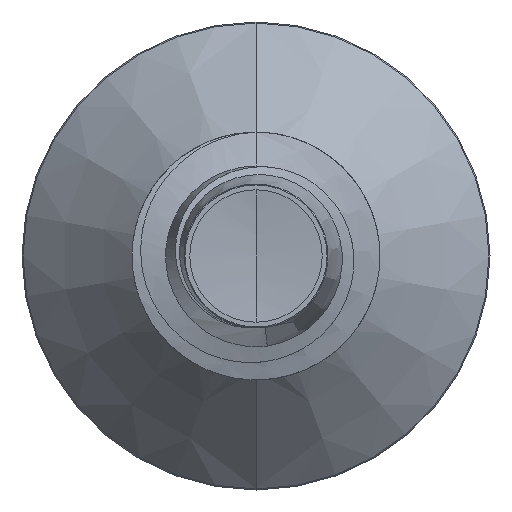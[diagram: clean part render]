
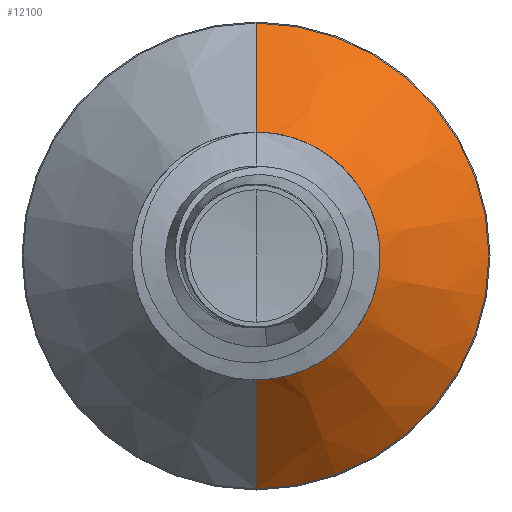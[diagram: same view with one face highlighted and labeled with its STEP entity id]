
A CAD part, front view. The second image highlights one B-rep face of the part: STEP entity #12100.
In plain terms, the highlighted conical face has half-angle 45 degrees and reference radius 0.841 mm.
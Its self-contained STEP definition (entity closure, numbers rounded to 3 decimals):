
#528 = DIRECTION ( 'NONE',  ( 0., 1., 0. ) ) ;
#1353 = CARTESIAN_POINT ( 'NONE',  ( 0., 7.642, 0. ) ) ;
#1508 = EDGE_CURVE ( 'NONE', #9338, #8876, #8629, .T. ) ;
#1802 = AXIS2_PLACEMENT_3D ( 'NONE', #1353, #10484, #2902 ) ;
#1823 = VECTOR ( 'NONE', #2838, 1000. ) ;
#2673 = AXIS2_PLACEMENT_3D ( 'NONE', #6027, #528, #7957 ) ;
#2838 = DIRECTION ( 'NONE',  ( 0., 0.707, -0.707 ) ) ;
#2886 = CARTESIAN_POINT ( 'NONE',  ( 0., 6.791, -0.841 ) ) ;
#2902 = DIRECTION ( 'NONE',  ( 0., 0., 1. ) ) ;
#2919 = EDGE_CURVE ( 'NONE', #13804, #6420, #4376, .T. ) ;
#3294 = EDGE_CURVE ( 'NONE', #13804, #9338, #12793, .T. ) ;
#3946 = VECTOR ( 'NONE', #6463, 1000. ) ;
#4095 = CARTESIAN_POINT ( 'NONE',  ( 0., 6.791, 0.841 ) ) ;
#4376 = LINE ( 'NONE', #4095, #3946 ) ;
#4425 = AXIS2_PLACEMENT_3D ( 'NONE', #13215, #8068, #13178 ) ;
#4678 = CARTESIAN_POINT ( 'NONE',  ( 0., 7.642, 1.692 ) ) ;
#4860 = ORIENTED_EDGE ( 'NONE', *, *, #10892, .F. ) ;
#6027 = CARTESIAN_POINT ( 'NONE',  ( 0., 6.791, 0. ) ) ;
#6238 = CONICAL_SURFACE ( 'NONE', #4425, 0.841, 0.785 ) ;
#6420 = VERTEX_POINT ( 'NONE', #4678 ) ;
#6463 = DIRECTION ( 'NONE',  ( 0., 0.707, 0.707 ) ) ;
#6770 = CARTESIAN_POINT ( 'NONE',  ( 0., 7.642, -1.692 ) ) ;
#7957 = DIRECTION ( 'NONE',  ( 0., 0., 1. ) ) ;
#8068 = DIRECTION ( 'NONE',  ( 0., 1., 0. ) ) ;
#8363 = ORIENTED_EDGE ( 'NONE', *, *, #3294, .T. ) ;
#8557 = CARTESIAN_POINT ( 'NONE',  ( 0., 6.791, 0.841 ) ) ;
#8629 = LINE ( 'NONE', #2886, #1823 ) ;
#8876 = VERTEX_POINT ( 'NONE', #6770 ) ;
#9338 = VERTEX_POINT ( 'NONE', #11496 ) ;
#10177 = FACE_OUTER_BOUND ( 'NONE', #11006, .T. ) ;
#10484 = DIRECTION ( 'NONE',  ( 0., 1., 0. ) ) ;
#10539 = ORIENTED_EDGE ( 'NONE', *, *, #1508, .T. ) ;
#10892 = EDGE_CURVE ( 'NONE', #6420, #8876, #12347, .T. ) ;
#11006 = EDGE_LOOP ( 'NONE', ( #8363, #10539, #4860, #13967 ) ) ;
#11496 = CARTESIAN_POINT ( 'NONE',  ( 0., 6.791, -0.841 ) ) ;
#12100 = ADVANCED_FACE ( 'NONE', ( #10177 ), #6238, .T. ) ;
#12347 = CIRCLE ( 'NONE', #1802, 1.692 ) ;
#12793 = CIRCLE ( 'NONE', #2673, 0.841 ) ;
#13178 = DIRECTION ( 'NONE',  ( 0., 0., 1. ) ) ;
#13215 = CARTESIAN_POINT ( 'NONE',  ( 0., 6.791, 0. ) ) ;
#13804 = VERTEX_POINT ( 'NONE', #8557 ) ;
#13967 = ORIENTED_EDGE ( 'NONE', *, *, #2919, .F. ) ;
